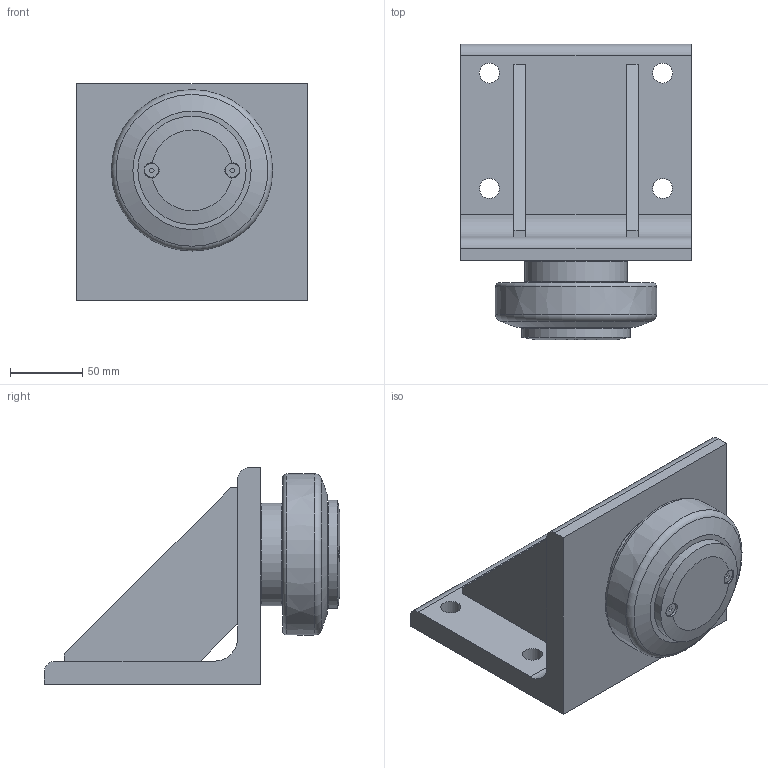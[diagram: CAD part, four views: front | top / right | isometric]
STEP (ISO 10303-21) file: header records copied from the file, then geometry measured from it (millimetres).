
FILE_DESCRIPTION(/* description */ ('-','CAx-IF Rec.Pracs.---Representation and Presentation of Product Manufacturing Information (PMI)---4.0---2014-10-13'),/* implementation_level */ '2;1');
FILE_NAME(/* name */ '281fe878-b8d1-450f-809b-126a408be2fc.stp',/* time_stamp */ '2020-04-01T16:19:32+02:00',/* author */ ('-'),/* organization */ ('NTI CADcenter A/S'),/* preprocessor_version */ 'ST-DEVELOPER v18',/* originating_system */ 'Autodesk Inventor 2020',/* authorisation */ '-');
FILE_SCHEMA (('AP242_MANAGED_MODEL_BASED_3D_ENGINEERING_MIM_LF { 1 0 10303 442 1 1 4 }'));
Length unit declared in the file: millimetre
Products named in the file (1): PT 110.0362 BW1200_Kontur
Bounding box: 160 x 204.9 x 150 mm (x, y, z)
Volume: 1226977.9 mm3; surface area: 161203.8 mm2
Topology: 1 solids, 1 shells, 65 faces, 179 edges, 123 vertices
Faces by surface type: plane 41, cylinder 15, cone 6, torus 2, bspline 1
Full cylindrical faces by diameter (mm): 9.75 x2, 10.4 x2, 13.835 x4, 70.5 x1, 71 x1, 71.6 x1, 75 x1
Entity records: 2224 total; most frequent: CARTESIAN_POINT 434, DIRECTION 369, ORIENTED_EDGE 358, EDGE_CURVE 179, AXIS2_PLACEMENT_3D 129, VERTEX_POINT 123, LINE 111, VECTOR 111
